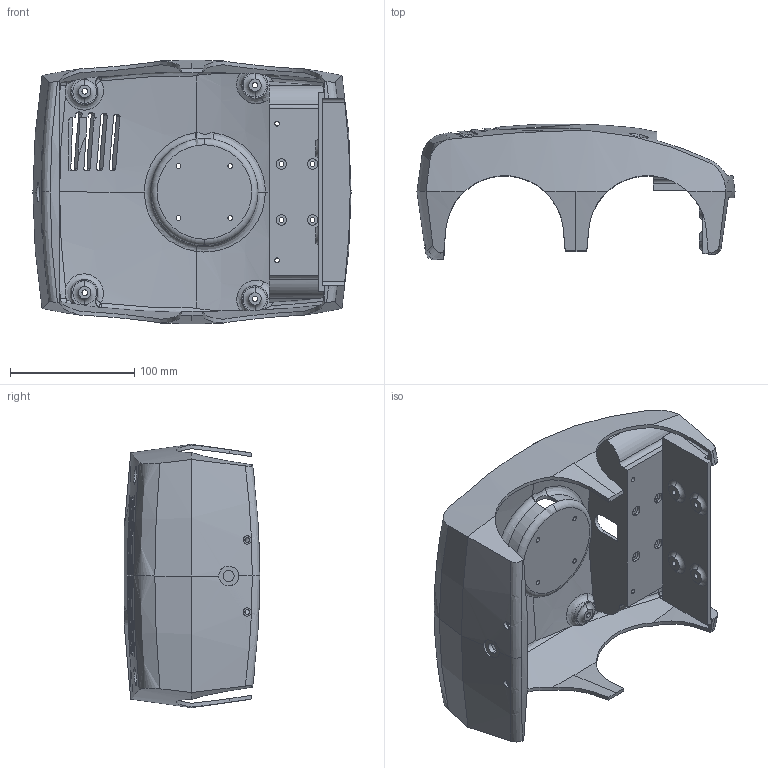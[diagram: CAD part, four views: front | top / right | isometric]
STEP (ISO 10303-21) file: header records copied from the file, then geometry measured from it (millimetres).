
FILE_DESCRIPTION (( 'STEP AP214' ), '1' );
FILE_NAME ('HEL-04-03001-00.step', '2023-07-26T13:43:44', ( '' ), ( '' ), 'SwSTEP 2.0', 'SolidWorks 2021', '' );
FILE_SCHEMA (( 'AUTOMOTIVE_DESIGN' ));
Length unit declared in the file: millimetre
Products named in the file (1): HEL-04-03001-00
Bounding box: 256 x 109 x 212 mm (x, y, z)
Volume: 428071.5 mm3; surface area: 228572.6 mm2
Topology: 1 solids, 1 shells, 369 faces, 1010 edges, 646 vertices
Faces by surface type: cylinder 115, bspline 115, plane 76, cone 28, torus 19, sphere 16
Entity records: 20900 total; most frequent: CARTESIAN_POINT 12680, ORIENTED_EDGE 2004, DIRECTION 1293, EDGE_CURVE 1002, VERTEX_POINT 646, AXIS2_PLACEMENT_3D 551, B_SPLINE_CURVE_WITH_KNOTS 495, EDGE_LOOP 434
